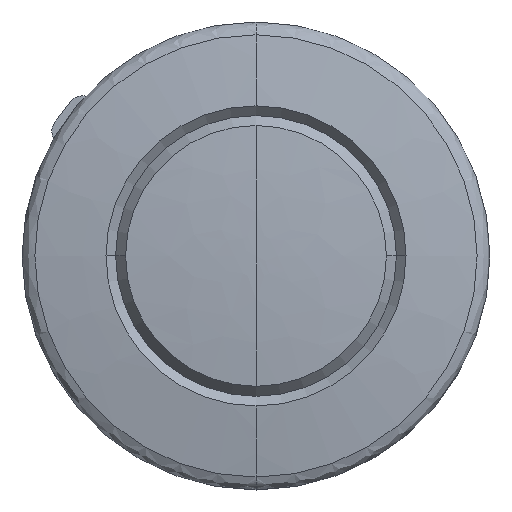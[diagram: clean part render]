
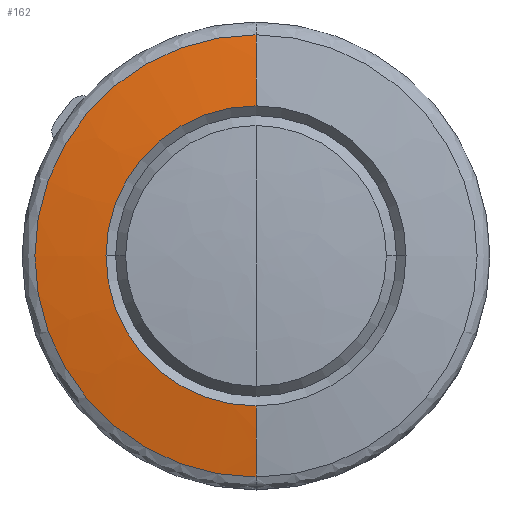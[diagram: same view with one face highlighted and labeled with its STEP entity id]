
A CAD part, top view. The second image highlights one B-rep face of the part: STEP entity #162.
In plain terms, the highlighted free-form (B-spline) face has degree [3, 3] with [4, 4] control points.
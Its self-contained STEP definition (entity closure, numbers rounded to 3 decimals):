
#22 = EDGE_CURVE ( 'NONE', #2218, #2216, #3065, .T. ) ;
#23 = EDGE_CURVE ( 'NONE', #2218, #2212, #3066, .T. ) ;
#24 = EDGE_CURVE ( 'NONE', #2216, #2217, #3067, .T. ) ;
#25 = EDGE_CURVE ( 'NONE', #2217, #2213, #3068, .T. ) ;
#28 = EDGE_CURVE ( 'NONE', #2212, #2213, #3071, .T. ) ;
#162 = ADVANCED_FACE ( 'NONE', ( #3138 ), #8478, .T. ) ;
#1058 = CARTESIAN_POINT ( 'NONE',  ( 0., 0., 20.02 ) ) ;
#1059 = DIRECTION ( 'NONE',  ( 0., 0., -1. ) ) ;
#1060 = DIRECTION ( 'NONE',  ( 0., -1., 0. ) ) ;
#1061 = CARTESIAN_POINT ( 'NONE',  ( 0., 0., -59.4 ) ) ;
#1062 = DIRECTION ( 'NONE',  ( 1., 0., 0. ) ) ;
#1063 = DIRECTION ( 'NONE',  ( 0., -1., 0. ) ) ;
#1064 = CARTESIAN_POINT ( 'NONE',  ( 0., 0., 20.02 ) ) ;
#1065 = DIRECTION ( 'NONE',  ( 0., 0., -1. ) ) ;
#1066 = DIRECTION ( 'NONE',  ( 0., -1., 0. ) ) ;
#1067 = CARTESIAN_POINT ( 'NONE',  ( 0., 0., -59.4 ) ) ;
#1068 = DIRECTION ( 'NONE',  ( -1., 0., 0. ) ) ;
#1069 = DIRECTION ( 'NONE',  ( 0., 1., 0. ) ) ;
#1076 = CARTESIAN_POINT ( 'NONE',  ( 0., 0., 19.334 ) ) ;
#1077 = DIRECTION ( 'NONE',  ( 0., 0., -1. ) ) ;
#1078 = DIRECTION ( 'NONE',  ( 0., -1., 0. ) ) ;
#1516 = CARTESIAN_POINT ( 'NONE',  ( 0., 9.62, 20.02 ) ) ;
#1517 = CARTESIAN_POINT ( 'NONE',  ( -19.239, 9.62, 20.02 ) ) ;
#1518 = CARTESIAN_POINT ( 'NONE',  ( -19.239, -9.62, 20.02 ) ) ;
#1519 = CARTESIAN_POINT ( 'NONE',  ( 0., -9.62, 20.02 ) ) ;
#1520 = CARTESIAN_POINT ( 'NONE',  ( 0., 11.145, 19.835 ) ) ;
#1521 = CARTESIAN_POINT ( 'NONE',  ( -22.291, 11.145, 19.835 ) ) ;
#1522 = CARTESIAN_POINT ( 'NONE',  ( -22.291, -11.145, 19.835 ) ) ;
#1523 = CARTESIAN_POINT ( 'NONE',  ( 0., -11.145, 19.835 ) ) ;
#1524 = CARTESIAN_POINT ( 'NONE',  ( 0., 12.665, 19.606 ) ) ;
#1525 = CARTESIAN_POINT ( 'NONE',  ( -25.33, 12.665, 19.606 ) ) ;
#1526 = CARTESIAN_POINT ( 'NONE',  ( -25.33, -12.665, 19.606 ) ) ;
#1527 = CARTESIAN_POINT ( 'NONE',  ( 0., -12.665, 19.606 ) ) ;
#1528 = CARTESIAN_POINT ( 'NONE',  ( 0., 14.177, 19.334 ) ) ;
#1529 = CARTESIAN_POINT ( 'NONE',  ( -28.354, 14.177, 19.334 ) ) ;
#1530 = CARTESIAN_POINT ( 'NONE',  ( -28.354, -14.177, 19.334 ) ) ;
#1531 = CARTESIAN_POINT ( 'NONE',  ( 0., -14.177, 19.334 ) ) ;
#2212 = VERTEX_POINT ( 'NONE', #7807 ) ;
#2213 = VERTEX_POINT ( 'NONE', #7808 ) ;
#2216 = VERTEX_POINT ( 'NONE', #7811 ) ;
#2217 = VERTEX_POINT ( 'NONE', #7812 ) ;
#2218 = VERTEX_POINT ( 'NONE', #7813 ) ;
#3065 = CIRCLE ( 'NONE', #4879, 9.62 ) ;
#3066 = CIRCLE ( 'NONE', #4878, 80. ) ;
#3067 = CIRCLE ( 'NONE', #4877, 9.62 ) ;
#3068 = CIRCLE ( 'NONE', #4882, 80. ) ;
#3071 = CIRCLE ( 'NONE', #4875, 14.177 ) ;
#3138 = FACE_OUTER_BOUND ( 'NONE', #8658, .T. ) ;
#4875 = AXIS2_PLACEMENT_3D ( 'NONE', #1076, #1077, #1078 ) ;
#4877 = AXIS2_PLACEMENT_3D ( 'NONE', #1064, #1065, #1066 ) ;
#4878 = AXIS2_PLACEMENT_3D ( 'NONE', #1061, #1062, #1063 ) ;
#4879 = AXIS2_PLACEMENT_3D ( 'NONE', #1058, #1059, #1060 ) ;
#4882 = AXIS2_PLACEMENT_3D ( 'NONE', #1067, #1068, #1069 ) ;
#7807 = CARTESIAN_POINT ( 'NONE',  ( 0., -14.177, 19.334 ) ) ;
#7808 = CARTESIAN_POINT ( 'NONE',  ( 0., 14.177, 19.334 ) ) ;
#7811 = CARTESIAN_POINT ( 'NONE',  ( -9.62, 0., 20.02 ) ) ;
#7812 = CARTESIAN_POINT ( 'NONE',  ( 0., 9.62, 20.02 ) ) ;
#7813 = CARTESIAN_POINT ( 'NONE',  ( 0., -9.62, 20.02 ) ) ;
#8478 =( BOUNDED_SURFACE ( )  B_SPLINE_SURFACE ( 3, 3, ( 
 ( #1516, #1517, #1518, #1519 ),
 ( #1520, #1521, #1522, #1523 ),
 ( #1524, #1525, #1526, #1527 ),
 ( #1528, #1529, #1530, #1531 ) ),
 .UNSPECIFIED., .F., .F., .T. ) 
 B_SPLINE_SURFACE_WITH_KNOTS ( ( 4, 4 ),
 ( 4, 4 ),
 ( 0., 1. ),
 ( 0., 1. ),
 .UNSPECIFIED. ) 
 GEOMETRIC_REPRESENTATION_ITEM ( )  RATIONAL_B_SPLINE_SURFACE ( (
 ( 1., 0.333, 0.333, 1.),
 ( 1., 0.333, 0.333, 1.),
 ( 1., 0.333, 0.333, 1.),
 ( 1., 0.333, 0.333, 1.) ) ) 
 REPRESENTATION_ITEM ( '' )  SURFACE ( )  );
#8658 = EDGE_LOOP ( 'NONE', ( #8828, #8830, #8829, #8831, #8833 ) ) ;
#8828 = ORIENTED_EDGE ( 'NONE', *, *, #24, .T. ) ;
#8829 = ORIENTED_EDGE ( 'NONE', *, *, #28, .F. ) ;
#8830 = ORIENTED_EDGE ( 'NONE', *, *, #25, .T. ) ;
#8831 = ORIENTED_EDGE ( 'NONE', *, *, #23, .F. ) ;
#8833 = ORIENTED_EDGE ( 'NONE', *, *, #22, .T. ) ;
